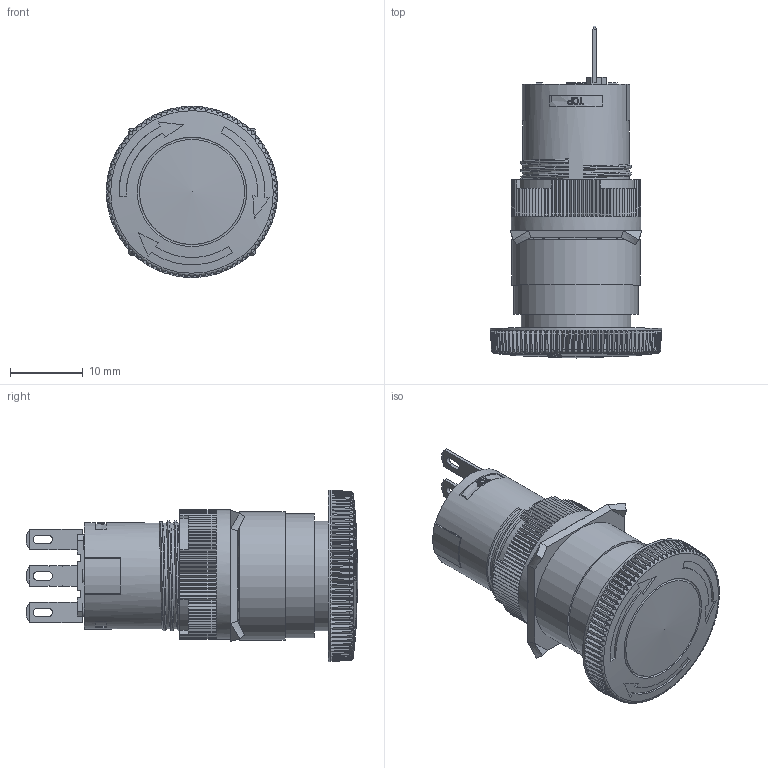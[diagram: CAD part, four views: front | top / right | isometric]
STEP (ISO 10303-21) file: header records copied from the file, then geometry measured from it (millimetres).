
FILE_DESCRIPTION( ( 'Unknown' ), '1' );
FILE_NAME( '零件1.stp', 'Unknown', ( 'Unknown' ), ( 'Unknown' ), 'XStep 1.0', 'Unknown', ' ' );
FILE_SCHEMA( ( 'automotive_design' ) );
Length unit declared in the file: millimetre
Products named in the file (1): 6
Bounding box: 23.5 x 45.5 x 23.48 mm (x, y, z)
Volume: 8118.7 mm3; surface area: 4870.3 mm2
Topology: 1 solids, 1 shells, 1240 faces, 3652 edges, 2426 vertices
Faces by surface type: plane 895, cylinder 156, bspline 78, cone 53, extrusion 50, sphere 6, torus 2
Full cylindrical faces by diameter (mm): 14.6 x1, 15 x1, 15.6 x1, 15.8 x1, 16.5 x1, 17 x1, 17.6 x1, 17.8 x1
Entity records: 61928 total; most frequent: CARTESIAN_POINT 19682, ORIENTED_EDGE 7174, DIRECTION 6251, EDGE_CURVE 3587, VERTEX_POINT 2390, VECTOR 2091, AXIS2_PLACEMENT_3D 2080, LINE 2041
